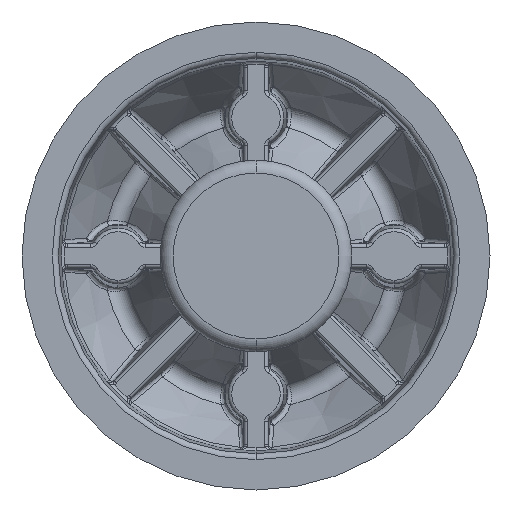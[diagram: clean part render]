
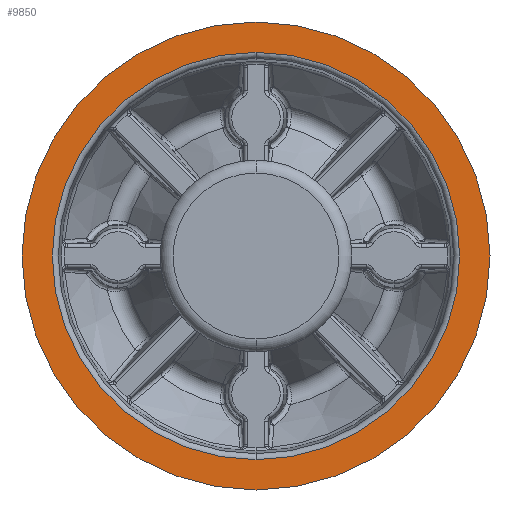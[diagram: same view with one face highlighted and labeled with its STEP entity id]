
A CAD part, front view. The second image highlights one B-rep face of the part: STEP entity #9850.
In plain terms, the highlighted planar face has unit normal (0, -1, 0).
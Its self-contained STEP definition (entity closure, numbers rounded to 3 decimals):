
#584 = AXIS2_PLACEMENT_3D ( 'NONE', #13538, #6623, #14686 ) ;
#600 = CIRCLE ( 'NONE', #8463, 16.974 ) ;
#953 = VERTEX_POINT ( 'NONE', #13938 ) ;
#1215 = AXIS2_PLACEMENT_3D ( 'NONE', #9519, #2648, #10672 ) ;
#1640 = CARTESIAN_POINT ( 'NONE',  ( 0., -1., 0. ) ) ;
#2363 = PLANE ( 'NONE',  #3893 ) ;
#2648 = DIRECTION ( 'NONE',  ( 0., 1., 0. ) ) ;
#2699 = EDGE_LOOP ( 'NONE', ( #5080, #6686 ) ) ;
#2795 = DIRECTION ( 'NONE',  ( 0., 0., -1. ) ) ;
#2919 = CARTESIAN_POINT ( 'NONE',  ( 0., -1., 16.974 ) ) ;
#2980 = VERTEX_POINT ( 'NONE', #14847 ) ;
#3521 = DIRECTION ( 'NONE',  ( 0., -1., 0. ) ) ;
#3893 = AXIS2_PLACEMENT_3D ( 'NONE', #9226, #3521, #11549 ) ;
#4231 = VERTEX_POINT ( 'NONE', #2919 ) ;
#4397 = EDGE_CURVE ( 'NONE', #2980, #953, #11008, .T. ) ;
#4850 = ORIENTED_EDGE ( 'NONE', *, *, #9224, .T. ) ;
#5028 = CARTESIAN_POINT ( 'NONE',  ( 0., -1., 0. ) ) ;
#5080 = ORIENTED_EDGE ( 'NONE', *, *, #12164, .F. ) ;
#5549 = FACE_BOUND ( 'NONE', #13020, .T. ) ;
#6180 = DIRECTION ( 'NONE',  ( 0., 0., -1. ) ) ;
#6623 = DIRECTION ( 'NONE',  ( 0., 1., 0. ) ) ;
#6686 = ORIENTED_EDGE ( 'NONE', *, *, #4397, .F. ) ;
#8238 = FACE_OUTER_BOUND ( 'NONE', #2699, .T. ) ;
#8463 = AXIS2_PLACEMENT_3D ( 'NONE', #5028, #13066, #6180 ) ;
#9224 = EDGE_CURVE ( 'NONE', #9530, #4231, #12185, .T. ) ;
#9226 = CARTESIAN_POINT ( 'NONE',  ( -19.5, -1., 0. ) ) ;
#9519 = CARTESIAN_POINT ( 'NONE',  ( 0., -1., 0. ) ) ;
#9530 = VERTEX_POINT ( 'NONE', #10411 ) ;
#9663 = DIRECTION ( 'NONE',  ( 0., 1., 0. ) ) ;
#9792 = ORIENTED_EDGE ( 'NONE', *, *, #14152, .T. ) ;
#9850 = ADVANCED_FACE ( 'NONE', ( #5549, #8238 ), #2363, .T. ) ;
#10411 = CARTESIAN_POINT ( 'NONE',  ( 0., -1., -16.974 ) ) ;
#10672 = DIRECTION ( 'NONE',  ( 0., 0., 1. ) ) ;
#10835 = CIRCLE ( 'NONE', #584, 19.5 ) ;
#11008 = CIRCLE ( 'NONE', #1215, 19.5 ) ;
#11549 = DIRECTION ( 'NONE',  ( 0., 0., -1. ) ) ;
#12164 = EDGE_CURVE ( 'NONE', #953, #2980, #10835, .T. ) ;
#12185 = CIRCLE ( 'NONE', #13528, 16.974 ) ;
#13020 = EDGE_LOOP ( 'NONE', ( #4850, #9792 ) ) ;
#13066 = DIRECTION ( 'NONE',  ( 0., 1., 0. ) ) ;
#13528 = AXIS2_PLACEMENT_3D ( 'NONE', #1640, #9663, #2795 ) ;
#13538 = CARTESIAN_POINT ( 'NONE',  ( 0., -1., 0. ) ) ;
#13938 = CARTESIAN_POINT ( 'NONE',  ( 0., -1., 19.5 ) ) ;
#14152 = EDGE_CURVE ( 'NONE', #4231, #9530, #600, .T. ) ;
#14686 = DIRECTION ( 'NONE',  ( 0., 0., 1. ) ) ;
#14847 = CARTESIAN_POINT ( 'NONE',  ( 0., -1., -19.5 ) ) ;
